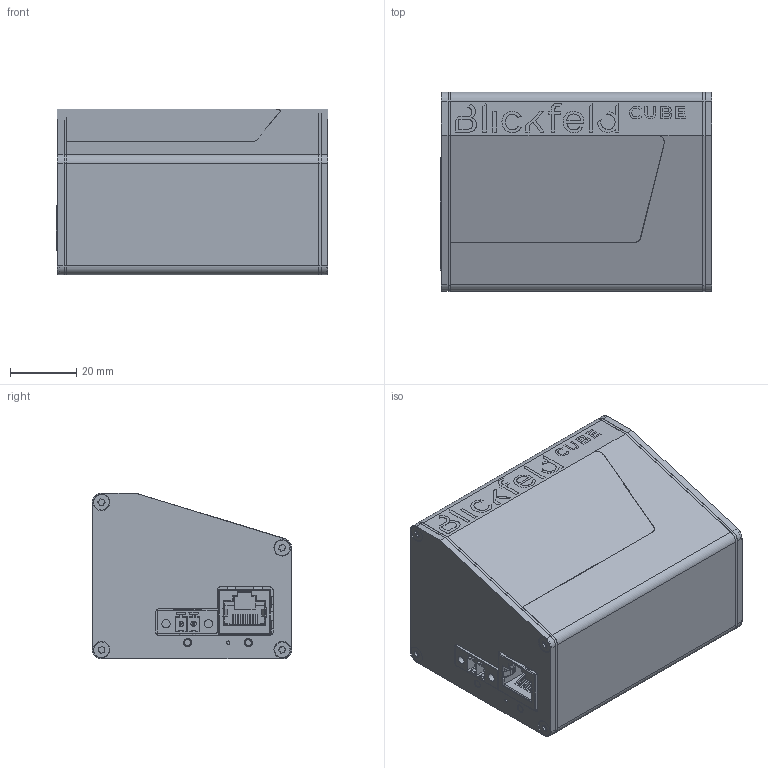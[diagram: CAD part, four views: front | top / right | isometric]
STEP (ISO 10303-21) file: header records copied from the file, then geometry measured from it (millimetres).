
FILE_DESCRIPTION(/* description */ (''),/* implementation_level */ '2;1');
FILE_NAME(/* name */ 'Cube 1.stp',/* time_stamp */ '2020-04-21T14:38:03+02:00',/* author */ ('kuncham'),/* organization */ (''),/* preprocessor_version */ 'ST-DEVELOPER v18',/* originating_system */ 'Autodesk Inventor 2020',/* authorisation */ '');
FILE_SCHEMA (('AUTOMOTIVE_DESIGN { 1 0 10303 214 3 1 1 }'));
Products named in the file (1): Cube 1
Bounding box: 82 x 60.1 x 50 mm (x, y, z)
Volume: 49224.7 mm3; surface area: 49376.7 mm2
Topology: 1 solids, 1 shells, 1572 faces, 4398 edges, 2910 vertices
Faces by surface type: plane 960, cylinder 476, bspline 77, cone 33, torus 16, sphere 10
Full cylindrical faces by diameter (mm): 0.457 x1, 1 x1, 1.2 x2, 1.25 x2, 1.6 x1, 1.9 x2, 2 x2, 2.146 x2, 2.459 x1, 2.5 x10, 2.7 x8, 4.134 x3, 4.7 x8, 5 x8
Entity records: 59529 total; most frequent: CARTESIAN_POINT 17309, ORIENTED_EDGE 8782, DIRECTION 8332, EDGE_CURVE 4391, LINE 3022, VECTOR 3022, VERTEX_POINT 2910, AXIS2_PLACEMENT_3D 2655
